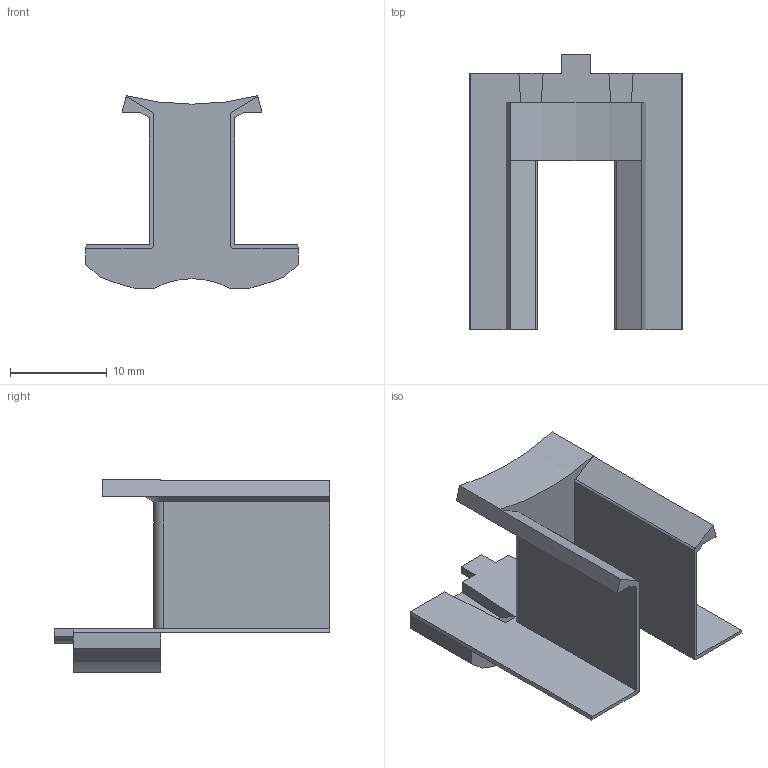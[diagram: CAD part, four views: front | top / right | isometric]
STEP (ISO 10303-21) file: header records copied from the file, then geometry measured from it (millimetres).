
FILE_DESCRIPTION((''),'2;1');
FILE_NAME('DE-12-006489','2025-07-03T11:38:26',('guohaojian'),(''),'CREO PARAMETRIC BY PTC INC, 2020044','CREO PARAMETRIC BY PTC INC, 2020044','');
FILE_SCHEMA(('CONFIG_CONTROL_DESIGN'));
Length unit declared in the file: millimetre
Products named in the file (1): DE-12-006489
Bounding box: 22 x 28.5 x 19.9 mm (x, y, z)
Volume: 1292.3 mm3; surface area: 2827.2 mm2
Topology: 1 solids, 1 shells, 53 faces, 147 edges, 96 vertices
Faces by surface type: plane 40, cylinder 11, cone 2
Entity records: 1715 total; most frequent: CARTESIAN_POINT 296, ORIENTED_EDGE 294, DIRECTION 277, EDGE_CURVE 147, VECTOR 123, LINE 123, VERTEX_POINT 96, AXIS2_PLACEMENT_3D 77
